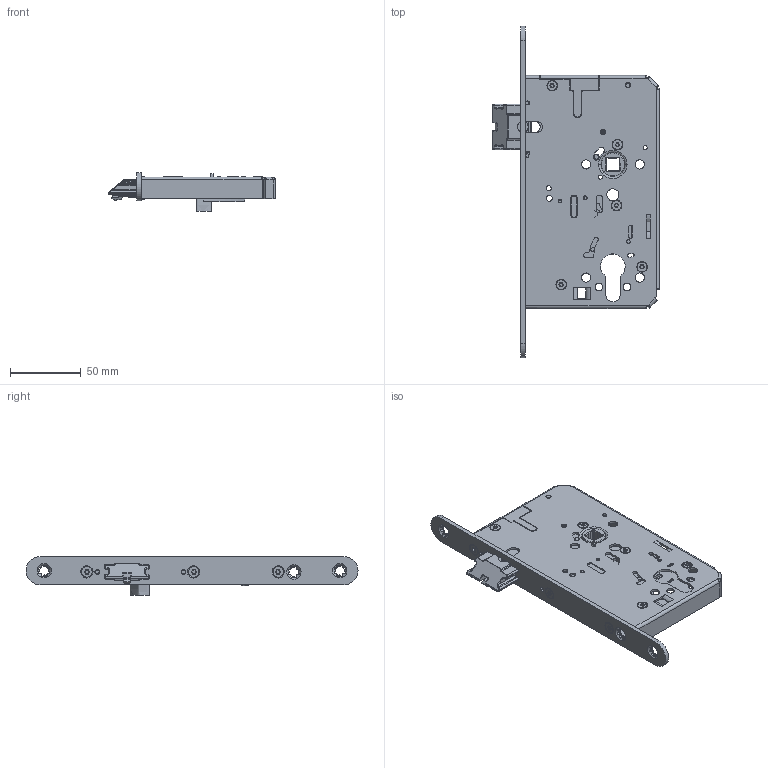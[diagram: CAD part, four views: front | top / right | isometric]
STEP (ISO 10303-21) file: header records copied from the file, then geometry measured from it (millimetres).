
FILE_DESCRIPTION((''),'2;1');
FILE_NAME('B-2116X-00-X-X_D65_F20X3_ABG_ASM','2015-05-29T',('ZoschkeSusanne'),(''),'PRO/ENGINEER BY PARAMETRIC TECHNOLOGY CORPORATION, 2014320','PRO/ENGINEER BY PARAMETRIC TECHNOLOGY CORPORATION, 2014320','');
FILE_SCHEMA(('AUTOMOTIVE_DESIGN_CC2 { 1 2 10303 214 -1 1 5 2 }'));
Products named in the file (60): X23110002_AF1; X23900000_AF118; X03352000_AF118; X03354000_AF118; X00212000_AF6; X00212000_AF11; X00212000_AF21; X00212000_AF33; Y23110010_D65_AF0_ASM; X23001000; X23200000_GEN_D65_AF0; X16906000_AF0; X16908000_AF0; X16908000_AF1; X05042000-L1_AF0; X05042000-L1_AF1; X16907000_AF0; X16907000_AF1; Y16906010_EINGEBAUT_AF0_ASM; X16500000_AF0; X23300002_AF0; X16312000_GEN_AF0; X00145000_L1; X16317000_GEN_AF0; Y16312010_GEN_AF0_ASM; X95361000_AF0; Y23330012_AF0_ASM; X16501000_AF0; X03397000_AF0; X23500000_AF1; X03393000_AF1; C97110000_AF0; C97102000_AF0; Y23510010_AF0_ASM; X01910000_AF0; X00148000_L1_AF0; X16951000_AF0; X16920000_AF0; X00016000_L1_AF0; X00011000_L1_AF0 ...
Assembly tree (59 placements, depth 4):
  B-2116X-00-X-X_D65_F20X3_ABG_ASM
    Y23110010_D65_AF0_ASM
      X23110002_AF1
      X23900000_AF118
      X03352000_AF118
      X03354000_AF118
      X00212000_AF6
      X00212000_AF11
      X00212000_AF21
      X00212000_AF33
    X23001000
    X23200000_GEN_D65_AF0
    Y16906010_EINGEBAUT_AF0_ASM
      X16906000_AF0
      X16908000_AF0
      X16908000_AF1
      X05042000-L1_AF0
      X05042000-L1_AF1
      X16907000_AF0
      X16907000_AF1
    X16500000_AF0
    Y23330012_AF0_ASM
      X23300002_AF0
      Y16312010_GEN_AF0_ASM
        X16312000_GEN_AF0
        X00145000_L1
        X16317000_GEN_AF0
      X95361000_AF0
    X16501000_AF0
    X03397000_AF0
    Y23510010_AF0_ASM
      X23500000_AF1
      X03393000_AF1
      C97110000_AF0
      C97102000_AF0
    X01910000_AF0
    X00148000_L1_AF0
    X16951000_AF0
    X16920000_AF0
    X00016000_L1_AF0
    X00011000_L1_AF0
    X16921000_AF0
    X16949000_GEN_AF0
    X00149000_A1_AF0
    X00148000_L1_AF1
    X23350001_AF0
    X23350000_AF0
    Y23940010_AF0_ASM
      X23940000_AF0
      C97120000_AF0
    X23915000_AF0
    C96197002_AF0
    C96197002_AF1
    X01822001_AF0
    X01822001_AF1
    X01822001_AF2
    X01822001_AF3
    X01822001_AF4
    C96197002_AF2
    X23990000_AF0
Bounding box: 118 x 234.8 x 27.46 mm (x, y, z)
Volume: 71884.3 mm3; surface area: 99777.3 mm2
Topology: 90 solids, 132 shells, 3376 faces, 8100 edges, 4943 vertices
Faces by surface type: cylinder 1387, plane 1110, torus 352, bspline 270, cone 143, sphere 110, extrusion 4
Entity records: 139285 total; most frequent: CARTESIAN_POINT 36433, DIRECTION 17115, ORIENTED_EDGE 16016, EDGE_CURVE 8096, PRESENTATION_STYLE_ASSIGNMENT 7484, STYLED_ITEM 7454, CURVE_STYLE 7326, AXIS2_PLACEMENT_3D 6714
